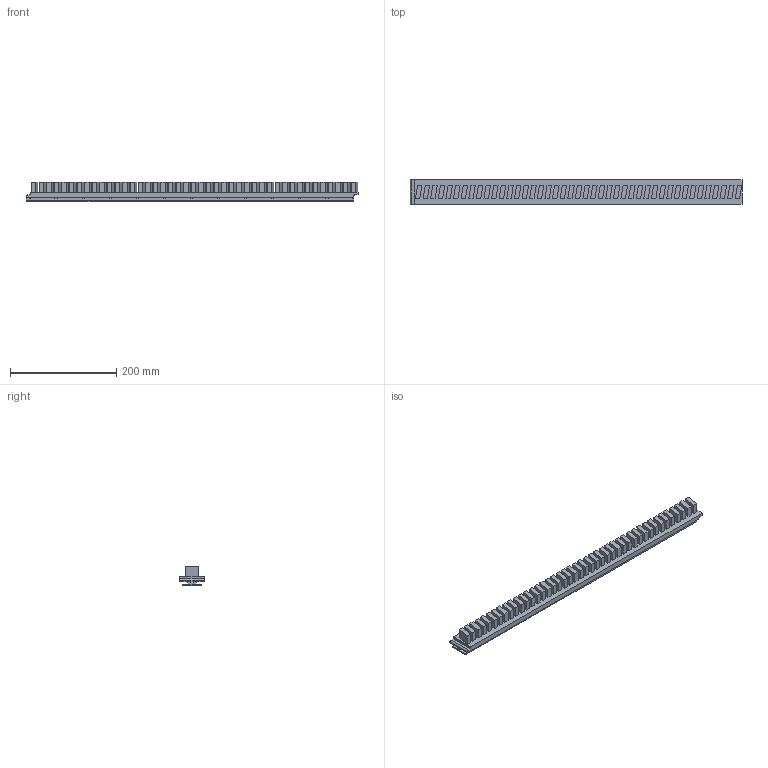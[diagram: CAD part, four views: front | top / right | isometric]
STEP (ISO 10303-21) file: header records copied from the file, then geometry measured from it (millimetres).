
FILE_DESCRIPTION(('CATIA V5 STEP Exchange','CAx-IF Rec.Pracs.--- Model Styling and Organization---1.5--- 2016-08-15','CAx-IF Rec.Pracs.---Supplemental Geometry---1.0---2011-11-01','CAx-IF Rec.Pracs.--- Composite Materials ---1.1---2010-07-15'),'2;1');
FILE_NAME('DE1113-A 30 SEPARATOR DUNNAGE.stp','2023-12-14T20:41:50+00:00',('none'),('none'),'CATIA Version 5-6 Release 2022 SP3','CATIA V5 STEP AP214 Edition 3 v2','none');
FILE_SCHEMA(('AUTOMOTIVE_DESIGN { 1 0 10303 214 3 1 1 1 }'));
Length unit declared in the file: inch
Products named in the file (1): DE1113-A CMHE0030
Bounding box: 623.57 x 46.23 x 36.53 mm (x, y, z)
Volume: 532940.5 mm3; surface area: 171208.4 mm2
Topology: 1 solids, 1 shells, 337 faces, 876 edges, 584 vertices
Faces by surface type: plane 333, cylinder 4
Entity records: 9814 total; most frequent: ORIENTED_EDGE 1752, CARTESIAN_POINT 1670, DIRECTION 1294, EDGE_CURVE 876, VECTOR 868, LINE 868, VERTEX_POINT 584, EDGE_LOOP 380
